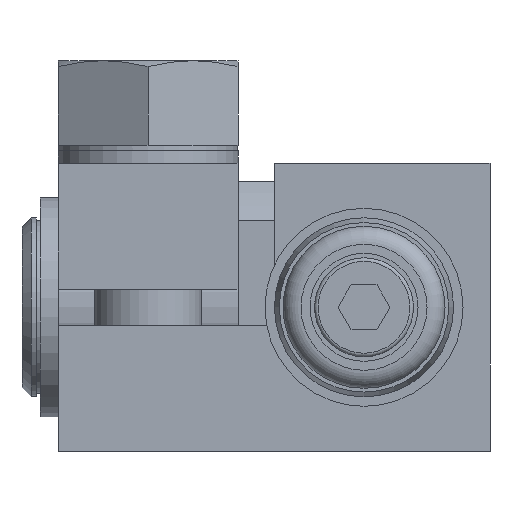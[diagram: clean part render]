
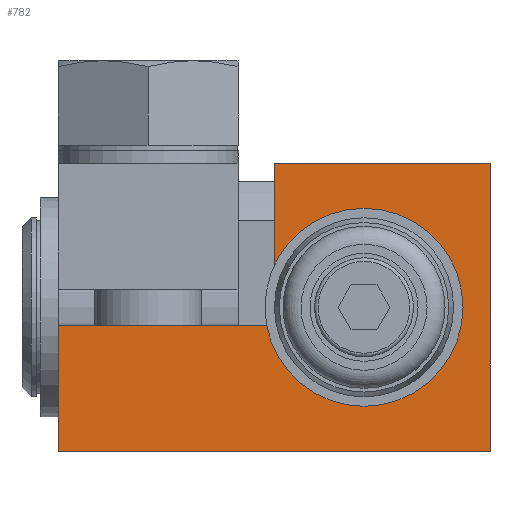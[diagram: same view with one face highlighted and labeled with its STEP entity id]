
A CAD part, front view. The second image highlights one B-rep face of the part: STEP entity #782.
In plain terms, the highlighted planar face has unit normal (0, -1, 0).
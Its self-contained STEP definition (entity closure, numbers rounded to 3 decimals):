
#339=CARTESIAN_POINT('',(7.,-3.5,7.));
#340=VERTEX_POINT('',#339);
#347=CARTESIAN_POINT('',(7.,-3.5,16.0));
#348=VERTEX_POINT('',#347);
#349=CARTESIAN_POINT('',(7.,-3.5,16.0));
#350=DIRECTION('',(0.0,0.0,-1.0));
#351=VECTOR('',#350,9.);
#352=LINE('',#349,#351);
#353=EDGE_CURVE('',#348,#340,#352,.T.);
#493=CARTESIAN_POINT('',(-5.,-3.5,7.));
#494=VERTEX_POINT('',#493);
#501=CARTESIAN_POINT('',(7.,-3.5,7.));
#502=DIRECTION('',(-1.0,0.0,0.0));
#503=VECTOR('',#502,12.);
#504=LINE('',#501,#503);
#505=EDGE_CURVE('',#340,#494,#504,.T.);
#540=CARTESIAN_POINT('',(16.4,-3.5,8.0));
#541=VERTEX_POINT('',#540);
#542=CARTESIAN_POINT('',(12.,-3.5,8.0));
#543=DIRECTION('',(0.0,1.0,0.0));
#544=DIRECTION('',(-1.0,0.0,0.0));
#545=AXIS2_PLACEMENT_3D('',#542,#543,#544);
#546=CIRCLE('',#545,4.4);
#547=EDGE_CURVE('',#541,#541,#546,.T.);
#650=CARTESIAN_POINT('',(-5.,-3.5,0.0));
#651=VERTEX_POINT('',#650);
#658=CARTESIAN_POINT('',(-5.,-3.5,0.0));
#659=DIRECTION('',(0.0,0.0,1.0));
#660=VECTOR('',#659,7.);
#661=LINE('',#658,#660);
#662=EDGE_CURVE('',#651,#494,#661,.T.);
#730=CARTESIAN_POINT('',(19.,-3.5,16.0));
#731=VERTEX_POINT('',#730);
#738=CARTESIAN_POINT('',(19.,-3.5,0.0));
#739=VERTEX_POINT('',#738);
#740=CARTESIAN_POINT('',(19.,-3.5,0.0));
#741=DIRECTION('',(0.0,0.0,1.0));
#742=VECTOR('',#741,16.0);
#743=LINE('',#740,#742);
#744=EDGE_CURVE('',#739,#731,#743,.T.);
#756=CARTESIAN_POINT('',(19.,-3.5,0.0));
#757=DIRECTION('',(0.0,-1.0,0.0));
#758=DIRECTION('',(0.0,0.0,-1.0));
#759=AXIS2_PLACEMENT_3D('',#756,#757,#758);
#760=PLANE('',#759);
#761=ORIENTED_EDGE('',*,*,#353,.T.);
#762=ORIENTED_EDGE('',*,*,#505,.T.);
#763=ORIENTED_EDGE('',*,*,#662,.F.);
#764=CARTESIAN_POINT('',(-5.,-3.5,0.0));
#765=DIRECTION('',(1.0,0.0,0.0));
#766=VECTOR('',#765,24.);
#767=LINE('',#764,#766);
#768=EDGE_CURVE('',#651,#739,#767,.T.);
#769=ORIENTED_EDGE('',*,*,#768,.T.);
#770=ORIENTED_EDGE('',*,*,#744,.T.);
#771=CARTESIAN_POINT('',(19.,-3.5,16.0));
#772=DIRECTION('',(-1.0,0.0,0.0));
#773=VECTOR('',#772,12.0);
#774=LINE('',#771,#773);
#775=EDGE_CURVE('',#731,#348,#774,.T.);
#776=ORIENTED_EDGE('',*,*,#775,.T.);
#777=EDGE_LOOP('',(#761,#762,#763,#769,#770,#776));
#778=FACE_OUTER_BOUND('',#777,.T.);
#779=ORIENTED_EDGE('',*,*,#547,.T.);
#780=EDGE_LOOP('',(#779));
#781=FACE_BOUND('',#780,.T.);
#782=ADVANCED_FACE('',(#778,#781),#760,.T.);
